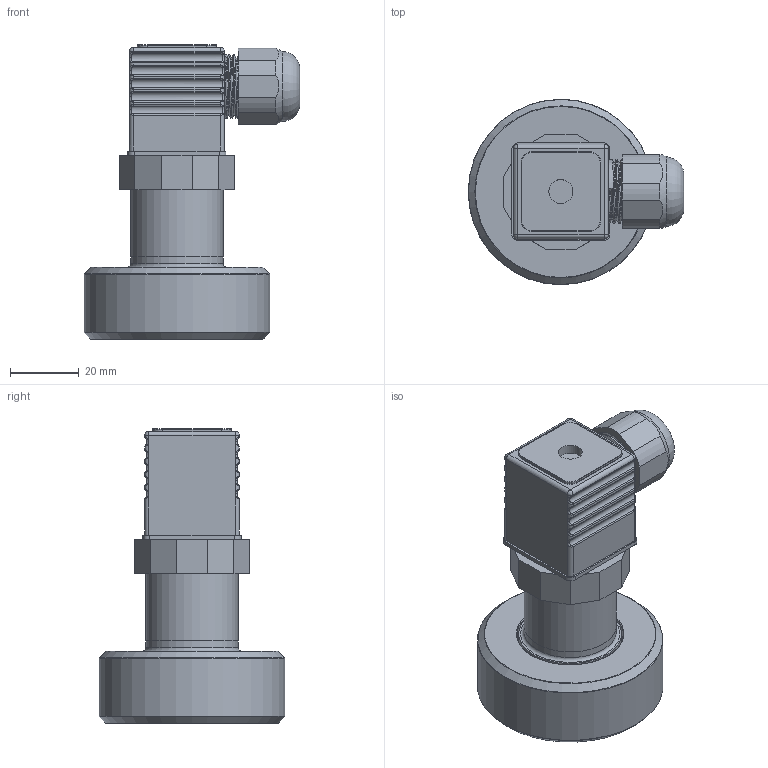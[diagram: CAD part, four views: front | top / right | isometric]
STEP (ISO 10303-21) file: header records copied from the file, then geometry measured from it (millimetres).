
FILE_DESCRIPTION(('STEP AP214'), '1');
FILE_NAME('ﾊﾓﾂﾔ.406233.41.ﾕ-ﾕ-ﾕ-010-10.10.3ﾕ', '', ('UNSPECIFIED'), ('UNSPECIFIED'), 'ASCON STEP Converter 1.6', 'ASCON Math Kernel', '');
FILE_SCHEMA(('AUTOMOTIVE_DESIGN { 1 0 10303 214 3 1 1}'));
Length unit declared in the file: millimetre
Products named in the file (11): ﾊﾓﾂﾔ.406233.41.ﾕ.ﾕ.ﾕ-010-10.10.31.11; 弝謹.715141.430.2085; ÊÓÔÂ.754521.420.826 (Êðûøêà ðåçüáîâàÿ); B313M27N0 扻艜魛譖; O-ring 22x1,8; 4480-19 + OM Ìîë.ãàéêà DN20 (0...10 áàð); 00066940; 4480-19-X; DN20
Assembly tree (12 placements, depth 3):
  ﾊﾓﾂﾔ.406233.41.ﾕ.ﾕ.ﾕ-010-10.10.31.11
    弝謹.715141.430.2085
    ÊÓÔÂ.754521.420.826 (Êðûøêà ðåçüáîâàÿ)  x2
    B313M27N0 扻艜魛譖  x2
    O-ring 22x1,8
    4480-19 + OM Ìîë.ãàéêà DN20 (0...10 áàð)
      00066940
      4480-19-X
    DN20
    (unnamed)
    (unnamed)
Bounding box: 62.8 x 54 x 85.8 mm (x, y, z)
Volume: 75595.7 mm3; surface area: 38303 mm2
Topology: 11 solids, 11 shells, 744 faces, 1748 edges, 1086 vertices
Faces by surface type: plane 378, cylinder 226, torus 89, bspline 33, cone 14, sphere 4
Full cylindrical faces by diameter (mm): 0.4 x1, 0.6 x7, 1 x2, 4.5 x2, 6 x2, 7 x1, 8 x4, 8.4 x1, 10 x1, 15.078 x1, 17 x1, 18 x1, 18.6 x1, 19 x3, 21.5 x2, 22 x5, 22.9 x1, 24.5 x2, 24.75 x1, 25 x1, 25.376 x2, 26.9 x2, 30 x1, 31 x1, 40 x1, 46 x1, 54 x1
Entity records: 25180 total; most frequent: CARTESIAN_POINT 8971, DIRECTION 2386, ORIENTED_EDGE 2174, EDGE_CURVE 1087, AXIS2_PLACEMENT_3D 919, VERTEX_POINT 727, EDGE_LOOP 680, LINE 548
